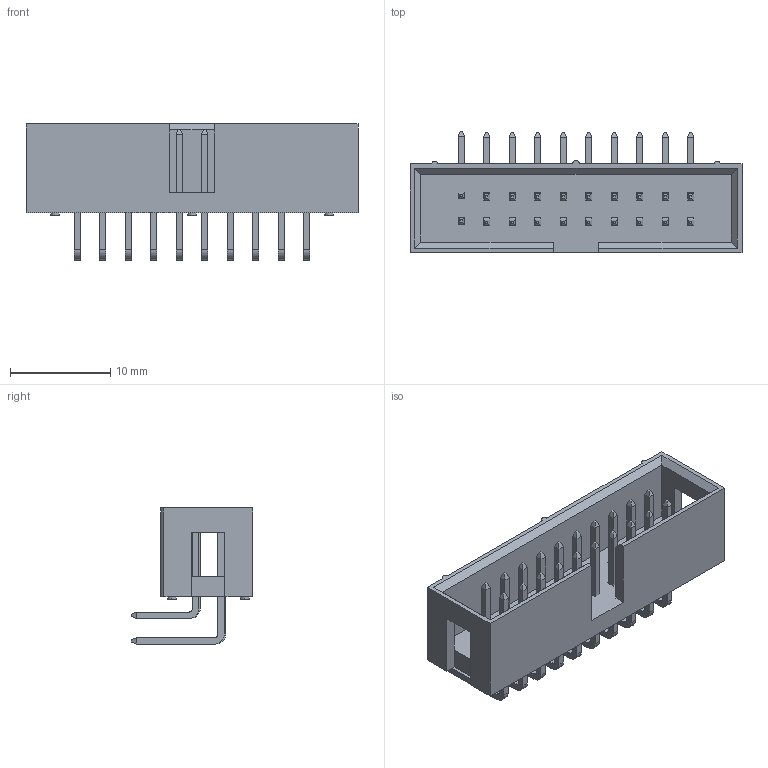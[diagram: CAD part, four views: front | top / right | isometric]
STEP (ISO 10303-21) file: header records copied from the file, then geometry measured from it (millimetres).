
FILE_DESCRIPTION(('FreeCAD Model'),'2;1');
FILE_NAME('Open CASCADE Shape Model','2022-01-02T14:53:33',('Author'),( ''),'Open CASCADE STEP processor 7.5','FreeCAD','Unknown');
FILE_SCHEMA(('AUTOMOTIVE_DESIGN { 1 0 10303 214 1 1 1 1 }'));
Length unit declared in the file: millimetre
Products named in the file (22): 1; SOLID; SOLID001; SOLID002; SOLID003; SOLID004; SOLID005; SOLID006; SOLID007; SOLID008; SOLID009; SOLID010; SOLID011; SOLID012; SOLID013; SOLID014; SOLID015; SOLID016; SOLID017; SOLID018; SOLID019; SOLID020
Assembly tree (21 placements, depth 2):
  1
    SOLID
    SOLID001
    SOLID002
    SOLID003
    SOLID004
    SOLID005
    SOLID006
    SOLID007
    SOLID008
    SOLID009
    SOLID010
    SOLID011
    SOLID012
    SOLID013
    SOLID014
    SOLID015
    SOLID016
    SOLID017
    SOLID018
    SOLID019
    SOLID020
Bounding box: 33.06 x 12.11 x 13.55 mm (x, y, z)
Volume: 1206.9 mm3; surface area: 2785.3 mm2
Topology: 21 solids, 21 shells, 571 faces, 1333 edges, 806 vertices
Faces by surface type: plane 516, cylinder 55
Entity records: 34051 total; most frequent: CARTESIAN_POINT 5656, DIRECTION 5252, LINE 3779, VECTOR 3779, ORIENTED_EDGE 2666, PCURVE 2666, DEFINITIONAL_REPRESENTATION 2666, EDGE_CURVE 1333
